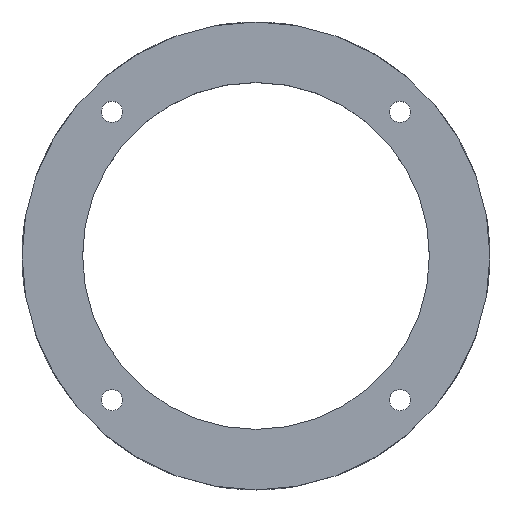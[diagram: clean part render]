
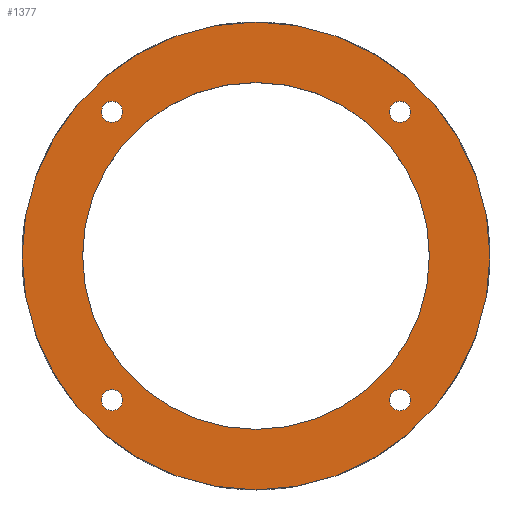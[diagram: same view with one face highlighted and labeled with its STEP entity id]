
A CAD part, top view. The second image highlights one B-rep face of the part: STEP entity #1377.
In plain terms, the highlighted face is planar.
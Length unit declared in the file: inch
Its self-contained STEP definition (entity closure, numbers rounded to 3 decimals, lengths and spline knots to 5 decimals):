
#41=FACE_BOUND('',#397,.T.);
#42=FACE_BOUND('',#398,.T.);
#43=FACE_BOUND('',#399,.T.);
#44=FACE_BOUND('',#400,.T.);
#45=FACE_BOUND('',#401,.T.);
#316=FACE_OUTER_BOUND('',#396,.T.);
#396=EDGE_LOOP('',(#958));
#397=EDGE_LOOP('',(#959));
#398=EDGE_LOOP('',(#960));
#399=EDGE_LOOP('',(#961));
#400=EDGE_LOOP('',(#962));
#401=EDGE_LOOP('',(#963));
#516=CIRCLE('',#1527,1.875);
#517=CIRCLE('',#1528,0.085);
#518=CIRCLE('',#1529,0.085);
#519=CIRCLE('',#1530,0.085);
#520=CIRCLE('',#1531,1.39);
#521=CIRCLE('',#1532,0.085);
#625=VERTEX_POINT('',#2243);
#626=VERTEX_POINT('',#2245);
#627=VERTEX_POINT('',#2247);
#628=VERTEX_POINT('',#2249);
#629=VERTEX_POINT('',#2251);
#630=VERTEX_POINT('',#2253);
#758=EDGE_CURVE('',#625,#625,#516,.T.);
#759=EDGE_CURVE('',#626,#626,#517,.T.);
#760=EDGE_CURVE('',#627,#627,#518,.T.);
#761=EDGE_CURVE('',#628,#628,#519,.T.);
#762=EDGE_CURVE('',#629,#629,#520,.T.);
#763=EDGE_CURVE('',#630,#630,#521,.T.);
#958=ORIENTED_EDGE('',*,*,#758,.T.);
#959=ORIENTED_EDGE('',*,*,#759,.T.);
#960=ORIENTED_EDGE('',*,*,#760,.T.);
#961=ORIENTED_EDGE('',*,*,#761,.T.);
#962=ORIENTED_EDGE('',*,*,#762,.T.);
#963=ORIENTED_EDGE('',*,*,#763,.T.);
#1315=PLANE('',#1526);
#1377=ADVANCED_FACE('',(#316,#41,#42,#43,#44,#45),#1315,.T.);
#1526=AXIS2_PLACEMENT_3D('',#2242,#1789,#1790);
#1527=AXIS2_PLACEMENT_3D('',#2244,#1791,#1792);
#1528=AXIS2_PLACEMENT_3D('',#2246,#1793,#1794);
#1529=AXIS2_PLACEMENT_3D('',#2248,#1795,#1796);
#1530=AXIS2_PLACEMENT_3D('',#2250,#1797,#1798);
#1531=AXIS2_PLACEMENT_3D('',#2252,#1799,#1800);
#1532=AXIS2_PLACEMENT_3D('',#2254,#1801,#1802);
#1789=DIRECTION('center_axis',(0.,0.,
-1.));
#1790=DIRECTION('ref_axis',(1.,0.,0.));
#1791=DIRECTION('center_axis',(0.,0.,-1.));
#1792=DIRECTION('ref_axis',(1.,0.,0.));
#1793=DIRECTION('center_axis',(0.,0.,1.));
#1794=DIRECTION('ref_axis',(1.,0.,0.));
#1795=DIRECTION('center_axis',(0.,0.,1.));
#1796=DIRECTION('ref_axis',(1.,0.,0.));
#1797=DIRECTION('center_axis',(0.,0.,1.));
#1798=DIRECTION('ref_axis',(1.,0.,0.));
#1799=DIRECTION('center_axis',(0.,0.,1.));
#1800=DIRECTION('ref_axis',(1.,0.,0.));
#1801=DIRECTION('center_axis',(0.,0.,1.));
#1802=DIRECTION('ref_axis',(1.,0.,0.));
#2242=CARTESIAN_POINT('Origin',(1.875,5.125,0.095));
#2243=CARTESIAN_POINT('',(3.75,5.125,0.095));
#2244=CARTESIAN_POINT('Origin',(1.875,5.125,0.095));
#2245=CARTESIAN_POINT('',(0.80565,6.27935,0.095));
#2246=CARTESIAN_POINT('Origin',(0.72065,6.27935,0.095));
#2247=CARTESIAN_POINT('',(3.11435,6.27935,0.095));
#2248=CARTESIAN_POINT('Origin',(3.02935,6.27935,0.095));
#2249=CARTESIAN_POINT('',(3.11435,3.97065,0.095));
#2250=CARTESIAN_POINT('Origin',(3.02935,3.97065,0.095));
#2251=CARTESIAN_POINT('',(3.265,5.125,0.095));
#2252=CARTESIAN_POINT('Origin',(1.875,5.125,0.095));
#2253=CARTESIAN_POINT('',(0.80565,3.97065,0.095));
#2254=CARTESIAN_POINT('Origin',(0.72065,3.97065,0.095));
